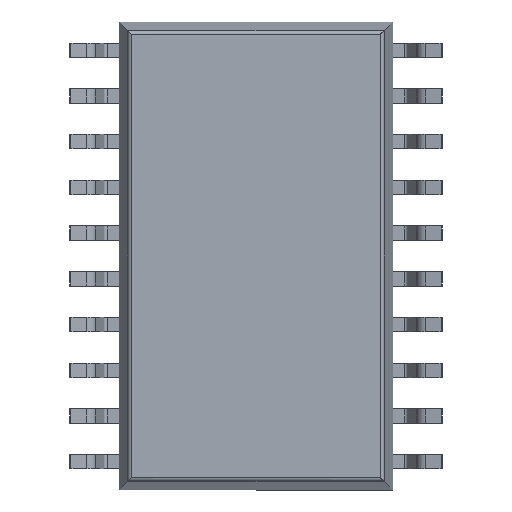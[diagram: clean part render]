
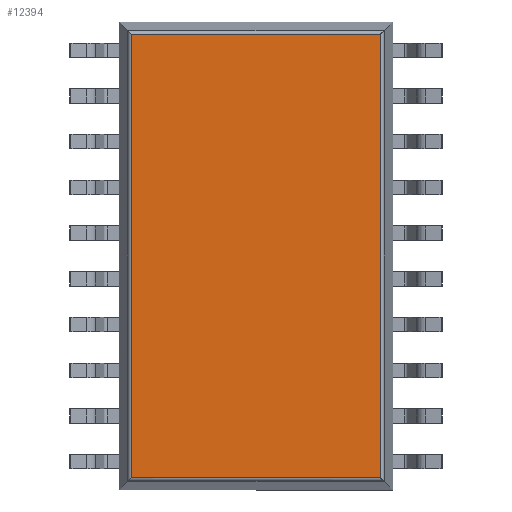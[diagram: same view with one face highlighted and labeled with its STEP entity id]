
A CAD part, front view. The second image highlights one B-rep face of the part: STEP entity #12394.
In plain terms, the highlighted planar face has unit normal (0, -1, 0).
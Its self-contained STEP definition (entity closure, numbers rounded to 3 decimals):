
#357 = EDGE_LOOP ( 'NONE', ( #7896, #7898, #7897, #7899 ) ) ;
#855 = VERTEX_POINT ( 'NONE', #7453 ) ;
#856 = VERTEX_POINT ( 'NONE', #7454 ) ;
#857 = VERTEX_POINT ( 'NONE', #7455 ) ;
#858 = VERTEX_POINT ( 'NONE', #7456 ) ;
#1296 = VECTOR ( 'NONE', #8540, 1000. ) ;
#1297 = VECTOR ( 'NONE', #8542, 1000. ) ;
#1298 = VECTOR ( 'NONE', #8544, 1000. ) ;
#1299 = VECTOR ( 'NONE', #8546, 1000. ) ;
#4591 = AXIS2_PLACEMENT_3D ( 'NONE', #6639, #6640, #6641 ) ;
#5401 = FACE_OUTER_BOUND ( 'NONE', #357, .T. ) ;
#6638 = PLANE ( 'NONE',  #4591 ) ;
#6639 = CARTESIAN_POINT ( 'NONE',  ( -3.8, 0.15, -6.5 ) ) ;
#6640 = DIRECTION ( 'NONE',  ( 0., -1., 0. ) ) ;
#6641 = DIRECTION ( 'NONE',  ( 0., 0., -1. ) ) ;
#7453 = CARTESIAN_POINT ( 'NONE',  ( 3.459, 0.15, 6.159 ) ) ;
#7454 = CARTESIAN_POINT ( 'NONE',  ( 3.459, 0.15, -6.159 ) ) ;
#7455 = CARTESIAN_POINT ( 'NONE',  ( -3.459, 0.15, -6.159 ) ) ;
#7456 = CARTESIAN_POINT ( 'NONE',  ( -3.459, 0.15, 6.159 ) ) ;
#7896 = ORIENTED_EDGE ( 'NONE', *, *, #12607, .T. ) ;
#7897 = ORIENTED_EDGE ( 'NONE', *, *, #12608, .T. ) ;
#7898 = ORIENTED_EDGE ( 'NONE', *, *, #12606, .T. ) ;
#7899 = ORIENTED_EDGE ( 'NONE', *, *, #12609, .T. ) ;
#8539 = CARTESIAN_POINT ( 'NONE',  ( -3.8, 0.15, -6.159 ) ) ;
#8540 = DIRECTION ( 'NONE',  ( 1., 0., 0. ) ) ;
#8541 = CARTESIAN_POINT ( 'NONE',  ( -3.459, 0.15, -6.5 ) ) ;
#8542 = DIRECTION ( 'NONE',  ( 0., 0., -1. ) ) ;
#8543 = CARTESIAN_POINT ( 'NONE',  ( 3.459, 0.15, -6.5 ) ) ;
#8544 = DIRECTION ( 'NONE',  ( 0., 0., 1. ) ) ;
#8545 = CARTESIAN_POINT ( 'NONE',  ( -3.8, 0.15, 6.159 ) ) ;
#8546 = DIRECTION ( 'NONE',  ( -1., 0., 0. ) ) ;
#11551 = LINE ( 'NONE', #8539, #1296 ) ;
#11552 = LINE ( 'NONE', #8541, #1297 ) ;
#11553 = LINE ( 'NONE', #8543, #1298 ) ;
#11554 = LINE ( 'NONE', #8545, #1299 ) ;
#12394 = ADVANCED_FACE ( 'NONE', ( #5401 ), #6638, .T. ) ;
#12606 = EDGE_CURVE ( 'NONE', #857, #856, #11551, .T. ) ;
#12607 = EDGE_CURVE ( 'NONE', #858, #857, #11552, .T. ) ;
#12608 = EDGE_CURVE ( 'NONE', #856, #855, #11553, .T. ) ;
#12609 = EDGE_CURVE ( 'NONE', #855, #858, #11554, .T. ) ;
